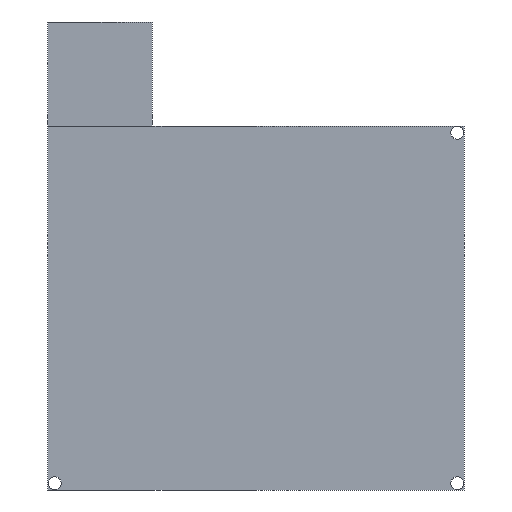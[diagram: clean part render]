
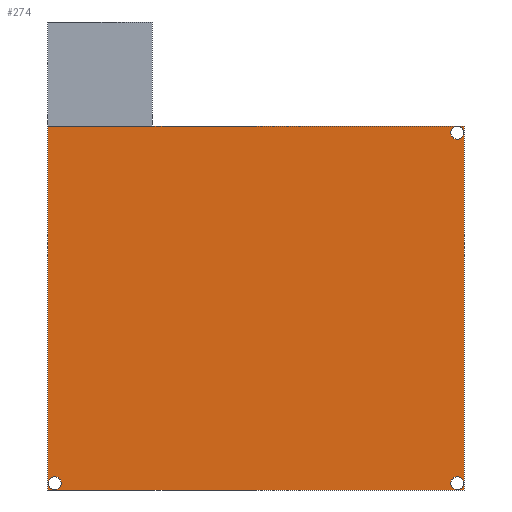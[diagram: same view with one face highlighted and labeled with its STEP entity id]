
A CAD part, front view. The second image highlights one B-rep face of the part: STEP entity #274.
In plain terms, the highlighted planar face has unit normal (0, -1, 0).
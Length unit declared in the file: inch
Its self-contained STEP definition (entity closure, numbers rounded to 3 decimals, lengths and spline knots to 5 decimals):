
#18=FACE_BOUND('',#63,.T.);
#19=FACE_BOUND('',#64,.T.);
#20=FACE_BOUND('',#65,.T.);
#31=PLANE('',#308);
#45=FACE_OUTER_BOUND('',#62,.T.);
#62=EDGE_LOOP('',(#251,#252,#253,#254));
#63=EDGE_LOOP('',(#255));
#64=EDGE_LOOP('',(#256));
#65=EDGE_LOOP('',(#257));
#83=LINE('',#431,#112);
#87=LINE('',#439,#116);
#90=LINE('',#445,#119);
#93=LINE('',#449,#122);
#112=VECTOR('',#358,0.3937);
#116=VECTOR('',#364,0.3937);
#119=VECTOR('',#369,0.3937);
#122=VECTOR('',#374,0.3937);
#125=CIRCLE('',#291,0.03125);
#127=CIRCLE('',#294,0.03125);
#129=CIRCLE('',#297,0.03125);
#131=VERTEX_POINT('',#384);
#133=VERTEX_POINT('',#390);
#135=VERTEX_POINT('',#396);
#146=VERTEX_POINT('',#429);
#147=VERTEX_POINT('',#430);
#150=VERTEX_POINT('',#438);
#152=VERTEX_POINT('',#444);
#155=EDGE_CURVE('',#131,#131,#125,.T.);
#158=EDGE_CURVE('',#133,#133,#127,.T.);
#161=EDGE_CURVE('',#135,#135,#129,.T.);
#176=EDGE_CURVE('',#146,#147,#83,.T.);
#180=EDGE_CURVE('',#150,#146,#87,.T.);
#183=EDGE_CURVE('',#152,#150,#90,.T.);
#186=EDGE_CURVE('',#147,#152,#93,.T.);
#251=ORIENTED_EDGE('',*,*,#186,.F.);
#252=ORIENTED_EDGE('',*,*,#176,.F.);
#253=ORIENTED_EDGE('',*,*,#180,.F.);
#254=ORIENTED_EDGE('',*,*,#183,.F.);
#255=ORIENTED_EDGE('',*,*,#155,.T.);
#256=ORIENTED_EDGE('',*,*,#158,.T.);
#257=ORIENTED_EDGE('',*,*,#161,.T.);
#274=ADVANCED_FACE('',(#45,#18,#19,#20),#31,.F.);
#291=AXIS2_PLACEMENT_3D('',#386,#316,#317);
#294=AXIS2_PLACEMENT_3D('',#392,#323,#324);
#297=AXIS2_PLACEMENT_3D('',#398,#330,#331);
#308=AXIS2_PLACEMENT_3D('',#452,#378,#379);
#316=DIRECTION('center_axis',(0.,1.,0.));
#317=DIRECTION('ref_axis',(0.,0.,1.));
#323=DIRECTION('center_axis',(0.,1.,0.));
#324=DIRECTION('ref_axis',(0.,0.,1.));
#330=DIRECTION('center_axis',(0.,1.,0.));
#331=DIRECTION('ref_axis',(0.,0.,1.));
#358=DIRECTION('',(-1.,0.,0.));
#364=DIRECTION('',(0.,0.,-1.));
#369=DIRECTION('',(1.,0.,0.));
#374=DIRECTION('',(0.,0.,1.));
#378=DIRECTION('center_axis',(0.,1.,0.));
#379=DIRECTION('ref_axis',(1.,0.,0.));
#384=CARTESIAN_POINT('',(1.9675,0.,-1.74875));
#386=CARTESIAN_POINT('Origin',(1.9675,0.,-1.7175));
#390=CARTESIAN_POINT('',(0.0325,0.,-1.74875));
#392=CARTESIAN_POINT('Origin',(0.0325,0.,-1.7175));
#396=CARTESIAN_POINT('',(1.9675,0.,-0.06375));
#398=CARTESIAN_POINT('Origin',(1.9675,0.,-0.0325));
#429=CARTESIAN_POINT('',(2.,0.,-1.75));
#430=CARTESIAN_POINT('',(0.,0.,-1.75));
#431=CARTESIAN_POINT('',(2.,0.,-1.75));
#438=CARTESIAN_POINT('',(2.,0.,0.));
#439=CARTESIAN_POINT('',(2.,0.,0.));
#444=CARTESIAN_POINT('',(0.,0.,0.));
#445=CARTESIAN_POINT('',(0.,0.,0.));
#449=CARTESIAN_POINT('',(0.,0.,-1.75));
#452=CARTESIAN_POINT('Origin',(1.,0.,-0.875));
